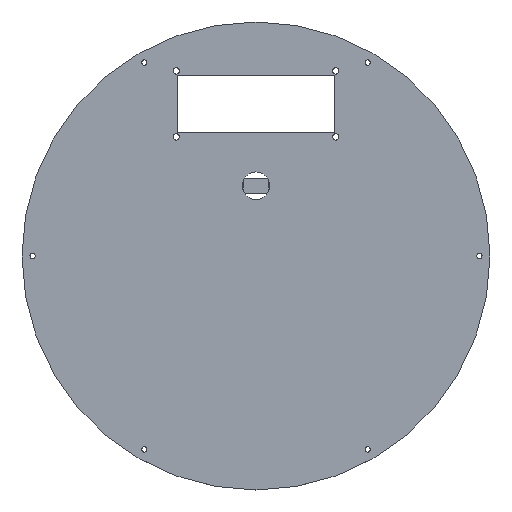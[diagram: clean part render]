
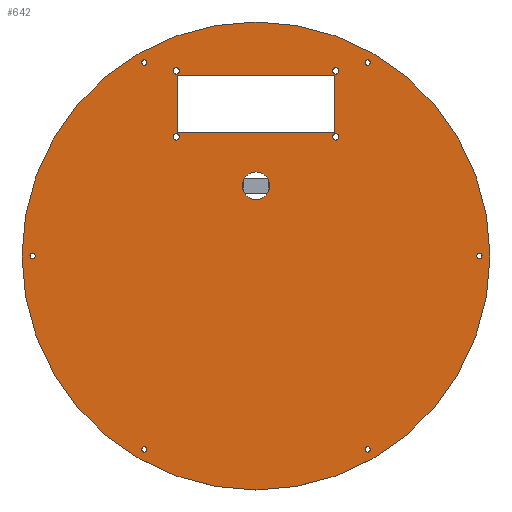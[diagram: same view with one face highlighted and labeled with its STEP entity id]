
A CAD part, top view. The second image highlights one B-rep face of the part: STEP entity #642.
In plain terms, the highlighted planar face has unit normal (0, 0, 1).
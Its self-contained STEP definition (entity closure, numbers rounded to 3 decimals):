
#15=FACE_BOUND('',#118,.T.);
#16=FACE_BOUND('',#119,.T.);
#17=FACE_BOUND('',#120,.T.);
#18=FACE_BOUND('',#121,.T.);
#19=FACE_BOUND('',#122,.T.);
#20=FACE_BOUND('',#123,.T.);
#21=FACE_BOUND('',#124,.T.);
#22=FACE_BOUND('',#125,.T.);
#23=FACE_BOUND('',#126,.T.);
#24=FACE_BOUND('',#127,.T.);
#25=FACE_BOUND('',#128,.T.);
#26=FACE_BOUND('',#129,.T.);
#57=PLANE('',#711);
#87=FACE_OUTER_BOUND('',#117,.T.);
#117=EDGE_LOOP('',(#561));
#118=EDGE_LOOP('',(#562));
#119=EDGE_LOOP('',(#563));
#120=EDGE_LOOP('',(#564));
#121=EDGE_LOOP('',(#565));
#122=EDGE_LOOP('',(#566));
#123=EDGE_LOOP('',(#567));
#124=EDGE_LOOP('',(#568));
#125=EDGE_LOOP('',(#569));
#126=EDGE_LOOP('',(#570));
#127=EDGE_LOOP('',(#571));
#128=EDGE_LOOP('',(#572,#573,#574,#575));
#129=EDGE_LOOP('',(#576));
#193=LINE('',#1027,#253);
#196=LINE('',#1033,#256);
#199=LINE('',#1039,#259);
#202=LINE('',#1043,#262);
#253=VECTOR('',#851,10.);
#256=VECTOR('',#856,10.);
#259=VECTOR('',#861,10.);
#262=VECTOR('',#866,10.);
#265=CIRCLE('',#659,1.25);
#267=CIRCLE('',#662,1.25);
#269=CIRCLE('',#665,1.25);
#271=CIRCLE('',#668,1.25);
#273=CIRCLE('',#671,1.25);
#275=CIRCLE('',#674,1.25);
#277=CIRCLE('',#689,1.5);
#279=CIRCLE('',#692,6.5);
#282=CIRCLE('',#696,1.5);
#284=CIRCLE('',#699,1.5);
#286=CIRCLE('',#706,1.5);
#288=CIRCLE('',#709,110.);
#290=VERTEX_POINT('',#887);
#292=VERTEX_POINT('',#893);
#294=VERTEX_POINT('',#899);
#296=VERTEX_POINT('',#905);
#298=VERTEX_POINT('',#911);
#300=VERTEX_POINT('',#917);
#326=VERTEX_POINT('',#995);
#328=VERTEX_POINT('',#1001);
#331=VERTEX_POINT('',#1009);
#333=VERTEX_POINT('',#1015);
#337=VERTEX_POINT('',#1024);
#338=VERTEX_POINT('',#1026);
#340=VERTEX_POINT('',#1032);
#342=VERTEX_POINT('',#1038);
#343=VERTEX_POINT('',#1045);
#345=VERTEX_POINT('',#1051);
#347=EDGE_CURVE('',#290,#290,#265,.T.);
#350=EDGE_CURVE('',#292,#292,#267,.T.);
#353=EDGE_CURVE('',#294,#294,#269,.T.);
#356=EDGE_CURVE('',#296,#296,#271,.T.);
#359=EDGE_CURVE('',#298,#298,#273,.T.);
#362=EDGE_CURVE('',#300,#300,#275,.T.);
#401=EDGE_CURVE('',#326,#326,#277,.T.);
#404=EDGE_CURVE('',#328,#328,#279,.T.);
#408=EDGE_CURVE('',#331,#331,#282,.T.);
#411=EDGE_CURVE('',#333,#333,#284,.T.);
#416=EDGE_CURVE('',#338,#337,#193,.T.);
#419=EDGE_CURVE('',#340,#338,#196,.T.);
#422=EDGE_CURVE('',#342,#340,#199,.T.);
#425=EDGE_CURVE('',#337,#342,#202,.T.);
#426=EDGE_CURVE('',#343,#343,#286,.T.);
#429=EDGE_CURVE('',#345,#345,#288,.T.);
#561=ORIENTED_EDGE('',*,*,#429,.T.);
#562=ORIENTED_EDGE('',*,*,#347,.T.);
#563=ORIENTED_EDGE('',*,*,#350,.T.);
#564=ORIENTED_EDGE('',*,*,#353,.T.);
#565=ORIENTED_EDGE('',*,*,#356,.T.);
#566=ORIENTED_EDGE('',*,*,#359,.T.);
#567=ORIENTED_EDGE('',*,*,#362,.T.);
#568=ORIENTED_EDGE('',*,*,#401,.T.);
#569=ORIENTED_EDGE('',*,*,#404,.T.);
#570=ORIENTED_EDGE('',*,*,#408,.T.);
#571=ORIENTED_EDGE('',*,*,#411,.T.);
#572=ORIENTED_EDGE('',*,*,#422,.T.);
#573=ORIENTED_EDGE('',*,*,#419,.T.);
#574=ORIENTED_EDGE('',*,*,#416,.T.);
#575=ORIENTED_EDGE('',*,*,#425,.T.);
#576=ORIENTED_EDGE('',*,*,#426,.T.);
#642=ADVANCED_FACE('',(#87,#15,#16,#17,#18,#19,#20,#21,#22,#23,#24,#25,
#26),#57,.T.);
#659=AXIS2_PLACEMENT_3D('',#888,#717,#718);
#662=AXIS2_PLACEMENT_3D('',#894,#724,#725);
#665=AXIS2_PLACEMENT_3D('',#900,#731,#732);
#668=AXIS2_PLACEMENT_3D('',#906,#738,#739);
#671=AXIS2_PLACEMENT_3D('',#912,#745,#746);
#674=AXIS2_PLACEMENT_3D('',#918,#752,#753);
#689=AXIS2_PLACEMENT_3D('',#996,#819,#820);
#692=AXIS2_PLACEMENT_3D('',#1002,#826,#827);
#696=AXIS2_PLACEMENT_3D('',#1010,#835,#836);
#699=AXIS2_PLACEMENT_3D('',#1016,#842,#843);
#706=AXIS2_PLACEMENT_3D('',#1046,#869,#870);
#709=AXIS2_PLACEMENT_3D('',#1052,#876,#877);
#711=AXIS2_PLACEMENT_3D('',#1056,#881,#882);
#717=DIRECTION('center_axis',(0.,0.,-1.));
#718=DIRECTION('ref_axis',(-0.5,0.866,0.));
#724=DIRECTION('center_axis',(0.,0.,-1.));
#725=DIRECTION('ref_axis',(0.5,0.866,0.));
#731=DIRECTION('center_axis',(0.,0.,-1.));
#732=DIRECTION('ref_axis',(1.,0.,0.));
#738=DIRECTION('center_axis',(0.,0.,-1.));
#739=DIRECTION('ref_axis',(0.5,-0.866,0.));
#745=DIRECTION('center_axis',(0.,0.,-1.));
#746=DIRECTION('ref_axis',(-0.5,-0.866,0.));
#752=DIRECTION('center_axis',(0.,0.,-1.));
#753=DIRECTION('ref_axis',(-1.,0.,0.));
#819=DIRECTION('center_axis',(0.,0.,-1.));
#820=DIRECTION('ref_axis',(-1.,0.,0.));
#826=DIRECTION('center_axis',(0.,0.,-1.));
#827=DIRECTION('ref_axis',(-1.,0.,0.));
#835=DIRECTION('center_axis',(0.,0.,-1.));
#836=DIRECTION('ref_axis',(-1.,0.,0.));
#842=DIRECTION('center_axis',(0.,0.,-1.));
#843=DIRECTION('ref_axis',(-1.,0.,0.));
#851=DIRECTION('',(0.,1.,0.));
#856=DIRECTION('',(-1.,0.,0.));
#861=DIRECTION('',(0.,-1.,0.));
#866=DIRECTION('',(1.,0.,0.));
#869=DIRECTION('center_axis',(0.,0.,-1.));
#870=DIRECTION('ref_axis',(-1.,0.,0.));
#876=DIRECTION('center_axis',(0.,0.,1.));
#877=DIRECTION('ref_axis',(1.,0.,0.));
#881=DIRECTION('center_axis',(0.,0.,1.));
#882=DIRECTION('ref_axis',(1.,0.,0.));
#887=CARTESIAN_POINT('',(-51.875,89.85,3.));
#888=CARTESIAN_POINT('Origin',(-52.5,90.933,3.));
#893=CARTESIAN_POINT('',(51.875,89.85,3.));
#894=CARTESIAN_POINT('Origin',(52.5,90.933,3.));
#899=CARTESIAN_POINT('',(103.75,0.,3.));
#900=CARTESIAN_POINT('Origin',(105.,0.,3.));
#905=CARTESIAN_POINT('',(51.875,-89.85,3.));
#906=CARTESIAN_POINT('Origin',(52.5,-90.933,3.));
#911=CARTESIAN_POINT('',(-51.875,-89.85,3.));
#912=CARTESIAN_POINT('Origin',(-52.5,-90.933,3.));
#917=CARTESIAN_POINT('',(-103.75,0.,3.));
#918=CARTESIAN_POINT('Origin',(-105.,0.,3.));
#995=CARTESIAN_POINT('',(-36.,87.,3.));
#996=CARTESIAN_POINT('Origin',(-37.5,87.,3.));
#1001=CARTESIAN_POINT('',(6.5,33.,3.));
#1002=CARTESIAN_POINT('Origin',(0.,33.,3.));
#1009=CARTESIAN_POINT('',(39.,87.,3.));
#1010=CARTESIAN_POINT('Origin',(37.5,87.,3.));
#1015=CARTESIAN_POINT('',(-36.,56.,3.));
#1016=CARTESIAN_POINT('Origin',(-37.5,56.,3.));
#1024=CARTESIAN_POINT('',(-37.,85.,3.));
#1026=CARTESIAN_POINT('',(-37.,58.,3.));
#1027=CARTESIAN_POINT('',(-37.,29.,3.));
#1032=CARTESIAN_POINT('',(37.,58.,3.));
#1033=CARTESIAN_POINT('',(18.5,58.,3.));
#1038=CARTESIAN_POINT('',(37.,85.,3.));
#1039=CARTESIAN_POINT('',(37.,42.5,3.));
#1043=CARTESIAN_POINT('',(-18.5,85.,3.));
#1045=CARTESIAN_POINT('',(39.,56.,3.));
#1046=CARTESIAN_POINT('Origin',(37.5,56.,3.));
#1051=CARTESIAN_POINT('',(-110.,0.,3.));
#1052=CARTESIAN_POINT('Origin',(0.,0.,3.));
#1056=CARTESIAN_POINT('Origin',(0.,0.,3.));
